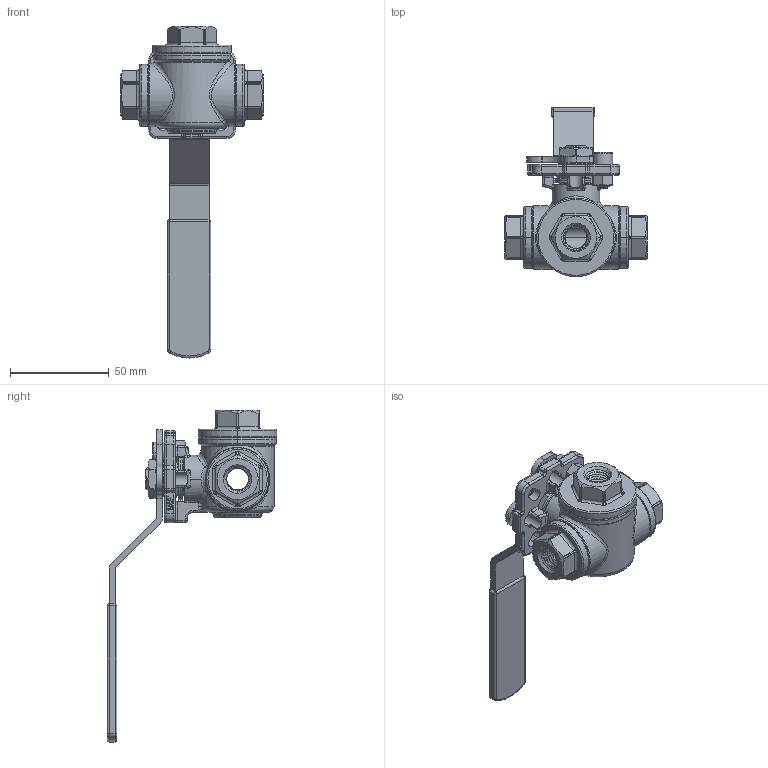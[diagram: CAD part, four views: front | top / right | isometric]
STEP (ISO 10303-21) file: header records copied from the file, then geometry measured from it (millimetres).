
FILE_DESCRIPTION (( 'STEP AP214' ), '1' );
FILE_NAME ('410-010-G01-1[501S,T-Port,Threaded].STEP', '2023-11-07T07:49:20', ( '' ), ( '' ), 'SwSTEP 2.0', 'SolidWorks 2012', '' );
FILE_SCHEMA (( 'AUTOMOTIVE_DESIGN' ));
Length unit declared in the file: millimetre
Products named in the file (1): 410-010-G01-1[501S,T-Port,Threaded]
Bounding box: 72.1 x 85.9 x 167.95 mm (x, y, z)
Volume: 95431.3 mm3; surface area: 33523.9 mm2
Topology: 2 solids, 2 shells, 1250 faces, 3461 edges, 2223 vertices
Faces by surface type: cylinder 361, plane 350, bspline 226, cone 155, torus 126, sphere 32
Entity records: 111702 total; most frequent: CARTESIAN_POINT 68638, ORIENTED_EDGE 6882, DIRECTION 5252, EDGE_CURVE 3441, VERTEX_POINT 2223, AXIS2_PLACEMENT_3D 1958, VECTOR 1336, LINE 1336
